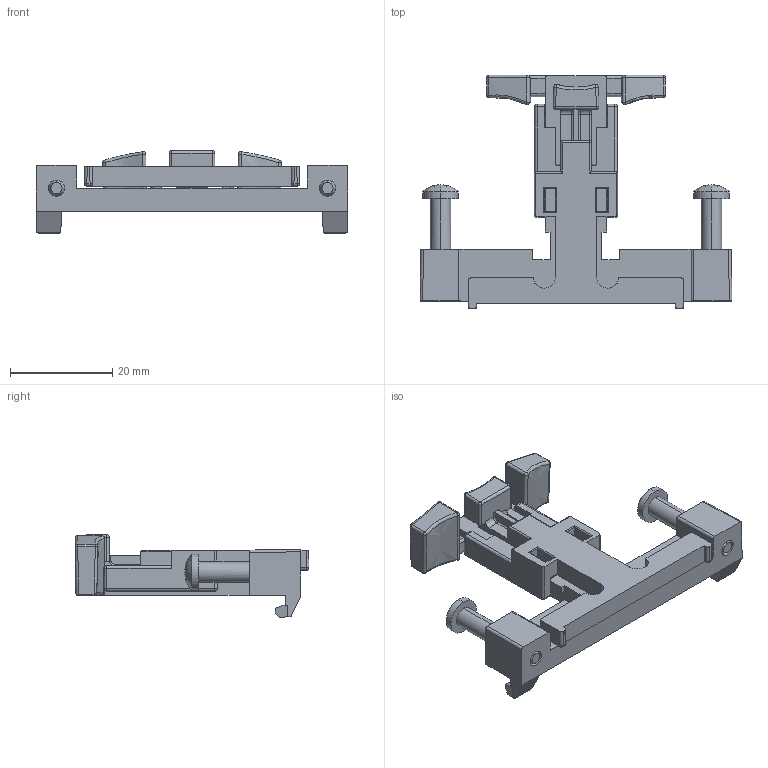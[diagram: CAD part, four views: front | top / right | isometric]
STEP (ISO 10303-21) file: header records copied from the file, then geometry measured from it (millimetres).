
FILE_DESCRIPTION(/* description */ (''),/* implementation_level */ '2;1');
FILE_NAME(/* name */ '7KM9900-0SA01-0AA0_v.stp',/* time_stamp */ '2024-02-23T10:47:27+01:00',/* author */ (''),/* organization */ (''),/* preprocessor_version */ 'ST-DEVELOPER v19.3',/* originating_system */ 'SIEMENS PLM Software NX2212.1700',/* authorisation */ '');
FILE_SCHEMA (('AUTOMOTIVE_DESIGN { 1 0 10303 214 3 1 1 1 }'));
Length unit declared in the file: millimetre
Products named in the file (1): model1
Bounding box: 61 x 45.75 x 16.24 mm (x, y, z)
Volume: 9000.5 mm3; surface area: 7222.6 mm2
Topology: 1 solids, 1 shells, 347 faces, 923 edges, 575 vertices
Faces by surface type: plane 188, cylinder 97, sphere 25, torus 16, cone 15, bspline 6
Entity records: 13683 total; most frequent: CARTESIAN_POINT 2879, ORIENTED_EDGE 1846, DIRECTION 1586, EDGE_CURVE 923, LINE 598, VECTOR 598, VERTEX_POINT 575, AXIS2_PLACEMENT_3D 494
